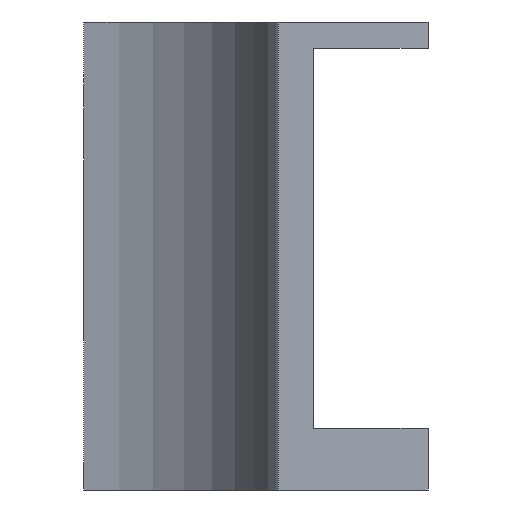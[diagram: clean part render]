
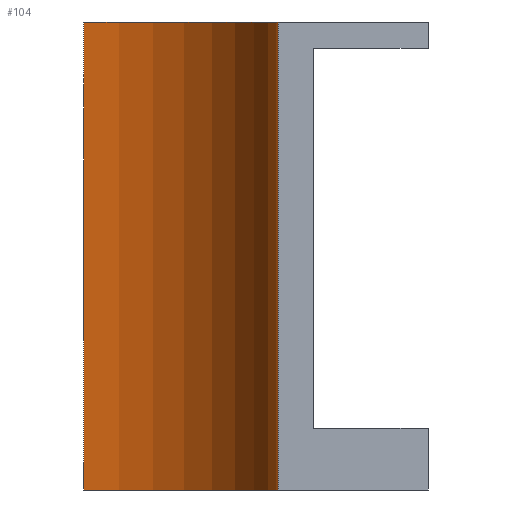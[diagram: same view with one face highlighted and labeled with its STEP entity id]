
A CAD part, left-side view. The second image highlights one B-rep face of the part: STEP entity #104.
In plain terms, the highlighted cylindrical face has radius 25 mm (diameter 50 mm), a partial arc.
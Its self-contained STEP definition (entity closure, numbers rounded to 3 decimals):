
#104=ADVANCED_FACE('',(#148),#149,.F.);
#148=FACE_OUTER_BOUND('',#204,.T.);
#149=CYLINDRICAL_SURFACE('',#205,25.0);
#204=EDGE_LOOP('',(#297,#298,#299,#300));
#205=AXIS2_PLACEMENT_3D('',#301,#302,#303);
#297=ORIENTED_EDGE('',*,*,#423,.F.);
#298=ORIENTED_EDGE('',*,*,#424,.F.);
#299=ORIENTED_EDGE('',*,*,#425,.T.);
#300=ORIENTED_EDGE('',*,*,#426,.F.);
#301=CARTESIAN_POINT('',(0.5,42.0,53.0));
#302=DIRECTION('',(0.0,0.0,-1.0));
#303=DIRECTION('',(1.0,0.0,0.0));
#423=EDGE_CURVE('',#495,#496,#497,.T.);
#424=EDGE_CURVE('',#498,#495,#499,.T.);
#425=EDGE_CURVE('',#498,#500,#501,.T.);
#426=EDGE_CURVE('',#496,#500,#502,.F.);
#495=VERTEX_POINT('',#659);
#496=VERTEX_POINT('',#660);
#497=CIRCLE('',#661,25.0);
#498=VERTEX_POINT('',#662);
#499=LINE('',#663,#664);
#500=VERTEX_POINT('',#665);
#501=CIRCLE('',#666,25.0);
#502=LINE('',#667,#668);
#659=CARTESIAN_POINT('',(0.0,17.005,0.0));
#660=CARTESIAN_POINT('',(25.319,39.0,0.0));
#661=AXIS2_PLACEMENT_3D('',#763,#764,#765);
#662=CARTESIAN_POINT('',(0.0,17.005,53.0));
#663=CARTESIAN_POINT('',(0.0,17.005,53.0));
#664=VECTOR('',#766,1.0);
#665=CARTESIAN_POINT('',(25.319,39.0,53.0));
#666=AXIS2_PLACEMENT_3D('',#767,#768,#769);
#667=CARTESIAN_POINT('',(25.319,39.0,53.0));
#668=VECTOR('',#770,1.0);
#763=CARTESIAN_POINT('',(0.5,42.0,0.0));
#764=DIRECTION('',(0.0,0.0,1.0));
#765=DIRECTION('',(1.0,0.0,0.0));
#766=DIRECTION('',(0.0,0.0,-1.0));
#767=CARTESIAN_POINT('',(0.5,42.0,53.0));
#768=DIRECTION('',(0.0,0.0,1.0));
#769=DIRECTION('',(1.0,0.0,0.0));
#770=DIRECTION('',(0.0,0.0,-1.0));
